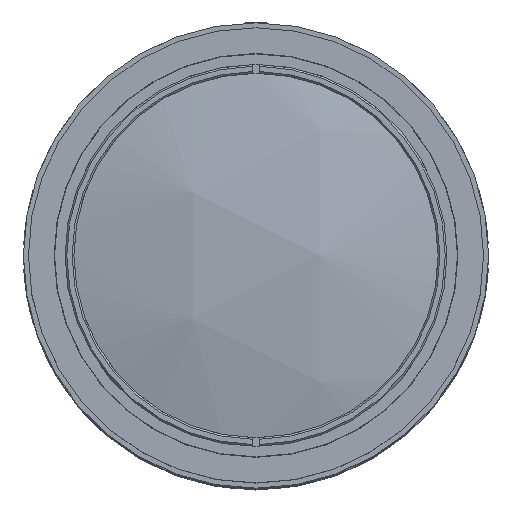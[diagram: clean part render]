
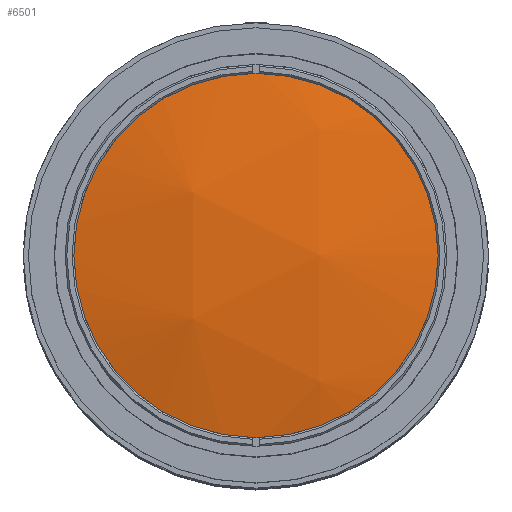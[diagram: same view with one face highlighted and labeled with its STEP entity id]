
A CAD part, top view. The second image highlights one B-rep face of the part: STEP entity #6501.
In plain terms, the highlighted spherical face has radius 87.122 mm.
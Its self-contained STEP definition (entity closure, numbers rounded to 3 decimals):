
#213=SPHERICAL_SURFACE('',#7176,87.122);
#1478=FACE_OUTER_BOUND('',#1894,.T.);
#1894=EDGE_LOOP('',(#4631,#4632));
#2348=CIRCLE('',#7172,21.5);
#2349=CIRCLE('',#7173,21.5);
#2808=VERTEX_POINT('',#11443);
#2809=VERTEX_POINT('',#11444);
#3517=EDGE_CURVE('',#2808,#2809,#2348,.T.);
#3518=EDGE_CURVE('',#2809,#2808,#2349,.T.);
#4631=ORIENTED_EDGE('',*,*,#3517,.T.);
#4632=ORIENTED_EDGE('',*,*,#3518,.T.);
#6501=ADVANCED_FACE('',(#1478),#213,.T.);
#7172=AXIS2_PLACEMENT_3D('',#11445,#8188,#8189);
#7173=AXIS2_PLACEMENT_3D('',#11446,#8190,#8191);
#7176=AXIS2_PLACEMENT_3D('',#11452,#8197,#8198);
#8188=DIRECTION('center_axis',(0.,0.,
1.));
#8189=DIRECTION('ref_axis',(0.814,-0.581,0.));
#8190=DIRECTION('center_axis',(0.,0.,
1.));
#8191=DIRECTION('ref_axis',(0.814,-0.581,0.));
#8197=DIRECTION('center_axis',(-1.,0.,0.));
#8198=DIRECTION('ref_axis',(0.,-1.,0.));
#11443=CARTESIAN_POINT('',(21.5,0.,188.784));
#11444=CARTESIAN_POINT('',(-21.5,0.,188.784));
#11445=CARTESIAN_POINT('Origin',(0.,0.,
188.784));
#11446=CARTESIAN_POINT('Origin',(0.,0.,
188.784));
#11452=CARTESIAN_POINT('Origin',(0.,0.,
104.357));
